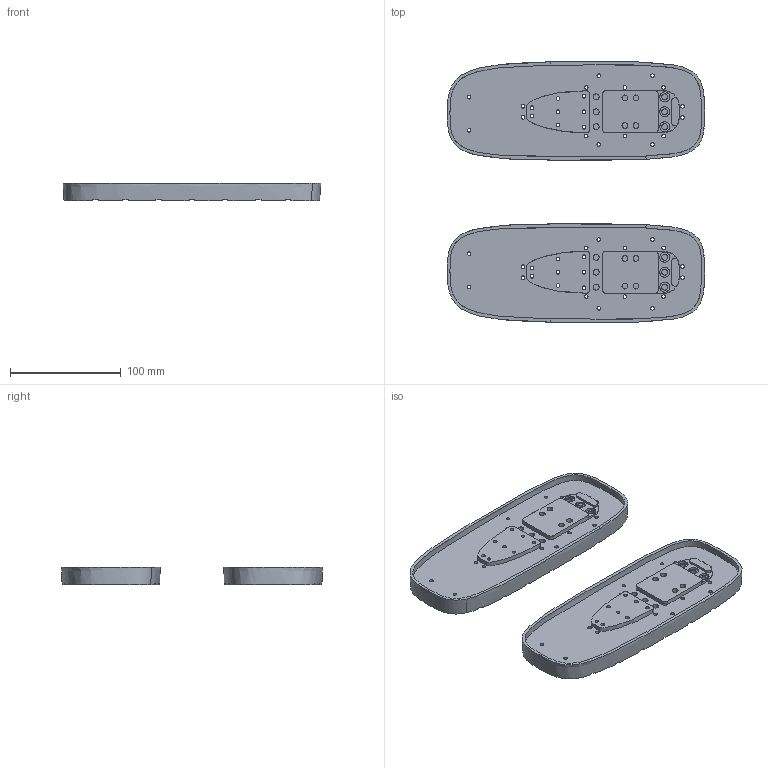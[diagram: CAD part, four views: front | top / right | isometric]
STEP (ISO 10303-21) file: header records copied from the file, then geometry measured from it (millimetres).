
FILE_DESCRIPTION(/* description */ (''),/* implementation_level */ '2;1');
FILE_NAME(/* name */ '脚底板',/* time_stamp */ '2025-05-16T17:22:59+08:00',/* author */ (''),/* organization */ (''),/* preprocessor_version */ 'ST-DEVELOPER v19.2',/* originating_system */ 'Rhino 8.17',/* authorisation */ '');
FILE_SCHEMA (('CONFIG_CONTROL_DESIGN'));
Length unit declared in the file: centimetre
Products named in the file (1): Document
Bounding box: 232.56 x 235.94 x 15.96 mm (x, y, z)
Volume: 396822.5 mm3; surface area: 130409.6 mm2
Topology: 6 solids, 6 shells, 518 faces, 1312 edges, 874 vertices
Faces by surface type: cylinder 292, plane 186, bspline 40
Entity records: 19830 total; most frequent: CARTESIAN_POINT 7815, ORIENTED_EDGE 2624, DIRECTION 1659, EDGE_CURVE 1312, AXIS2_PLACEMENT_3D 1065, VERTEX_POINT 874, EDGE_LOOP 742, B_SPLINE_CURVE_WITH_KNOTS 706
